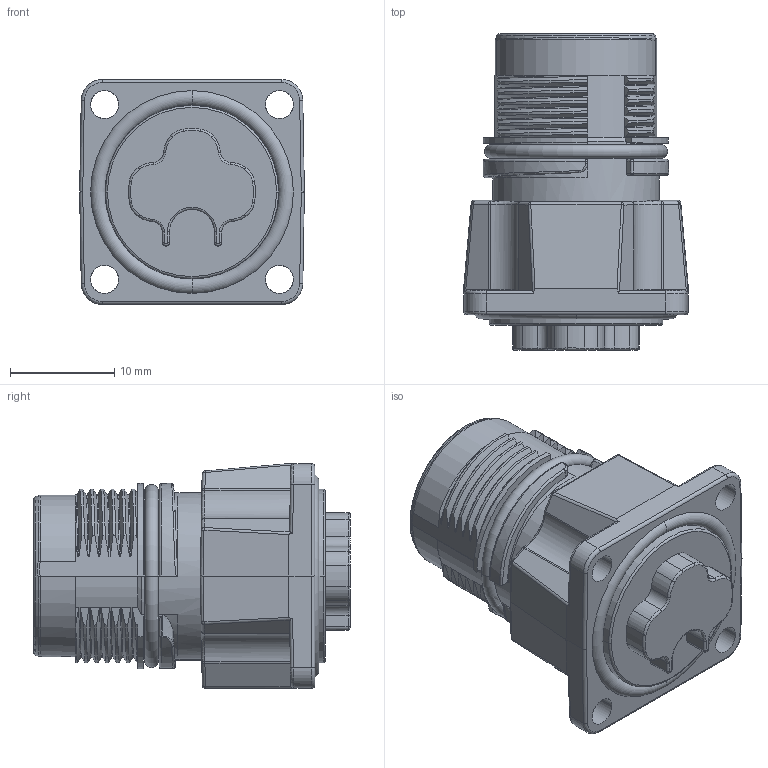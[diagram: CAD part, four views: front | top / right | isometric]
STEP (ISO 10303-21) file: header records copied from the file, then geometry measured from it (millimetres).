
FILE_DESCRIPTION((''),'2;1');
FILE_NAME('M17-BK-4_SW0002','2023-12-15T',('zh.su'),(''),'PRO/ENGINEER BY PARAMETRIC TECHNOLOGY CORPORATION, 2012480','PRO/ENGINEER BY PARAMETRIC TECHNOLOGY CORPORATION, 2012480','');
FILE_SCHEMA(('CONFIG_CONTROL_DESIGN'));
Length unit declared in the file: millimetre
Products named in the file (1): M17-BK-4_SW0002
Bounding box: 21.6 x 30.4 x 21.6 mm (x, y, z)
Volume: 6202.4 mm3; surface area: 4777.7 mm2
Topology: 1 solids, 1 shells, 667 faces, 1735 edges, 1094 vertices
Faces by surface type: plane 242, cylinder 208, bspline 104, torus 63, sphere 27, cone 23
Entity records: 25620 total; most frequent: CARTESIAN_POINT 9867, ORIENTED_EDGE 3470, DIRECTION 3014, EDGE_CURVE 1735, AXIS2_PLACEMENT_3D 1098, VERTEX_POINT 1094, VECTOR 818, LINE 818
